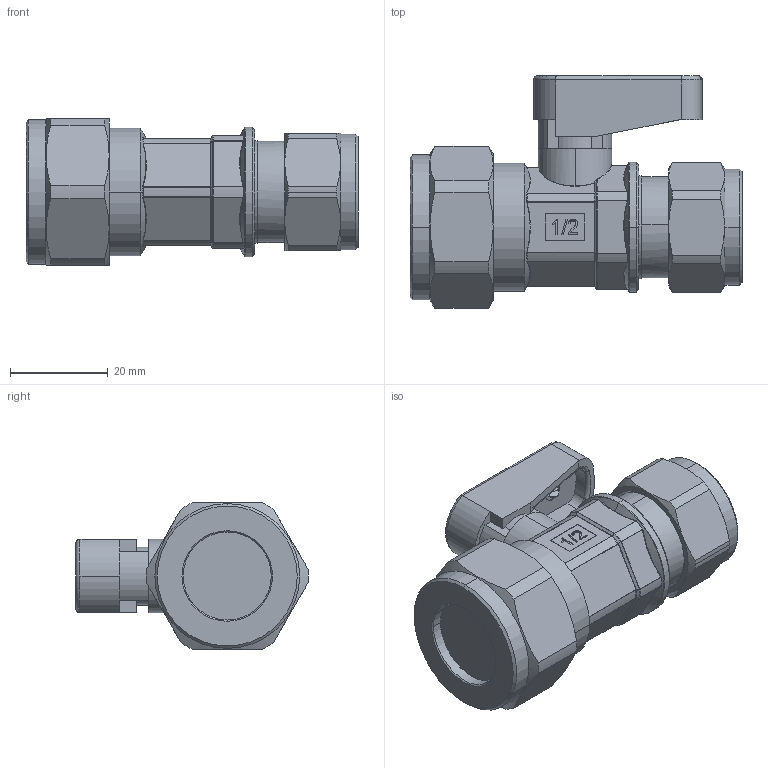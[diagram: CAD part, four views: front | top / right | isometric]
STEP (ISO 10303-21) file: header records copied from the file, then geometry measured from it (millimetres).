
FILE_DESCRIPTION (( 'STEP AP214' ), '1' );
FILE_NAME ('0645000018.step', '2012-10-02T16:34:54', ( '' ), ( '' ), 'SwSTEP 2.0', 'SolidWorks 2012', '' );
FILE_SCHEMA (( 'AUTOMOTIVE_DESIGN' ));
Length unit declared in the file: millimetre
Products named in the file (1): 0645000018
Bounding box: 67.86 x 47.59 x 30 mm (x, y, z)
Volume: 40296.1 mm3; surface area: 10735.4 mm2
Topology: 2 solids, 9 shells, 1035 faces, 2646 edges, 1652 vertices
Faces by surface type: plane 424, bspline 344, cylinder 139, torus 55, cone 53, sphere 20
Entity records: 44456 total; most frequent: CARTESIAN_POINT 22116, ORIENTED_EDGE 5222, DIRECTION 3633, EDGE_CURVE 2611, VERTEX_POINT 1652, VECTOR 1321, LINE 1321, AXIS2_PLACEMENT_3D 1156
